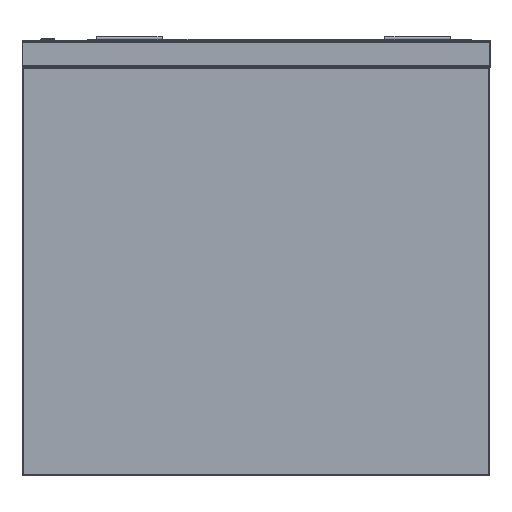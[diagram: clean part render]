
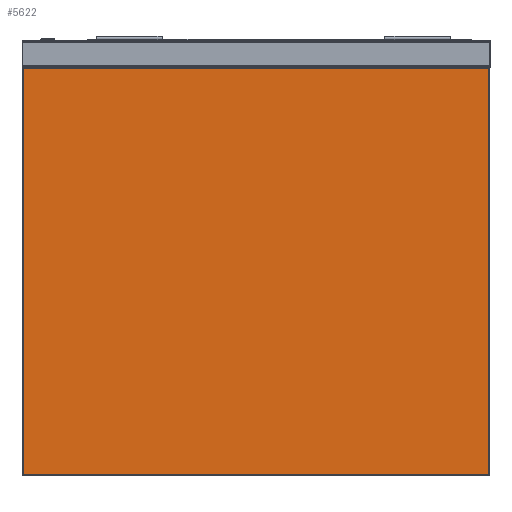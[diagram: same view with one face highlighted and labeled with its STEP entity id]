
A CAD part, left-side view. The second image highlights one B-rep face of the part: STEP entity #5622.
In plain terms, the highlighted planar face has unit normal (-1, 0, 0).
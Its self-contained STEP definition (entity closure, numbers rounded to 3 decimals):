
#99 = EDGE_CURVE ( 'NONE', #26785, #31096, #676, .T. ) ;
#676 = LINE ( 'NONE', #22761, #28844 ) ;
#2447 = VECTOR ( 'NONE', #30158, 1000. ) ;
#3067 = CARTESIAN_POINT ( 'NONE',  ( -440., 355., -42. ) ) ;
#4114 = CARTESIAN_POINT ( 'NONE',  ( -440., -355., -660. ) ) ;
#4256 = CARTESIAN_POINT ( 'NONE',  ( -440., 353., -42. ) ) ;
#5622 = ADVANCED_FACE ( 'Fl�che7', ( #6868 ), #29083, .T. ) ;
#5650 = EDGE_CURVE ( 'NONE', #31096, #22173, #10308, .T. ) ;
#6357 = DIRECTION ( 'NONE',  ( 0., 0., -1. ) ) ;
#6868 = FACE_OUTER_BOUND ( 'NONE', #9720, .T. ) ;
#7718 = EDGE_CURVE ( 'NONE', #19893, #26785, #22417, .T. ) ;
#8329 = CARTESIAN_POINT ( 'NONE',  ( -440., -353., -658. ) ) ;
#9720 = EDGE_LOOP ( 'NONE', ( #34439, #12336, #10321, #26338 ) ) ;
#10222 = VECTOR ( 'NONE', #24948, 1000. ) ;
#10248 = CARTESIAN_POINT ( 'NONE',  ( -440., -353., -42. ) ) ;
#10308 = LINE ( 'NONE', #33062, #2447 ) ;
#10321 = ORIENTED_EDGE ( 'NONE', *, *, #99, .T. ) ;
#12336 = ORIENTED_EDGE ( 'NONE', *, *, #7718, .T. ) ;
#13272 = VECTOR ( 'NONE', #18061, 1000. ) ;
#15229 = DIRECTION ( 'NONE',  ( -1., 0., 0. ) ) ;
#16239 = EDGE_CURVE ( 'NONE', #22173, #19893, #29177, .T. ) ;
#18061 = DIRECTION ( 'NONE',  ( 0., 0., 1. ) ) ;
#18248 = CARTESIAN_POINT ( 'NONE',  ( -440., 353., -658. ) ) ;
#19893 = VERTEX_POINT ( 'NONE', #10248 ) ;
#21067 = AXIS2_PLACEMENT_3D ( 'NONE', #4114, #15229, #32876 ) ;
#22173 = VERTEX_POINT ( 'NONE', #8329 ) ;
#22417 = LINE ( 'NONE', #3067, #10222 ) ;
#22761 = CARTESIAN_POINT ( 'NONE',  ( -440., 353., -660. ) ) ;
#24948 = DIRECTION ( 'NONE',  ( 0., 1., 0. ) ) ;
#26338 = ORIENTED_EDGE ( 'NONE', *, *, #5650, .T. ) ;
#26785 = VERTEX_POINT ( 'NONE', #4256 ) ;
#28844 = VECTOR ( 'NONE', #6357, 1000. ) ;
#29083 = PLANE ( 'NONE',  #21067 ) ;
#29177 = LINE ( 'NONE', #29356, #13272 ) ;
#29356 = CARTESIAN_POINT ( 'NONE',  ( -440., -353., -660. ) ) ;
#30158 = DIRECTION ( 'NONE',  ( 0., -1., 0. ) ) ;
#31096 = VERTEX_POINT ( 'NONE', #18248 ) ;
#32876 = DIRECTION ( 'NONE',  ( 0., -1., 0. ) ) ;
#33062 = CARTESIAN_POINT ( 'NONE',  ( -440., -355., -658. ) ) ;
#34439 = ORIENTED_EDGE ( 'NONE', *, *, #16239, .T. ) ;
